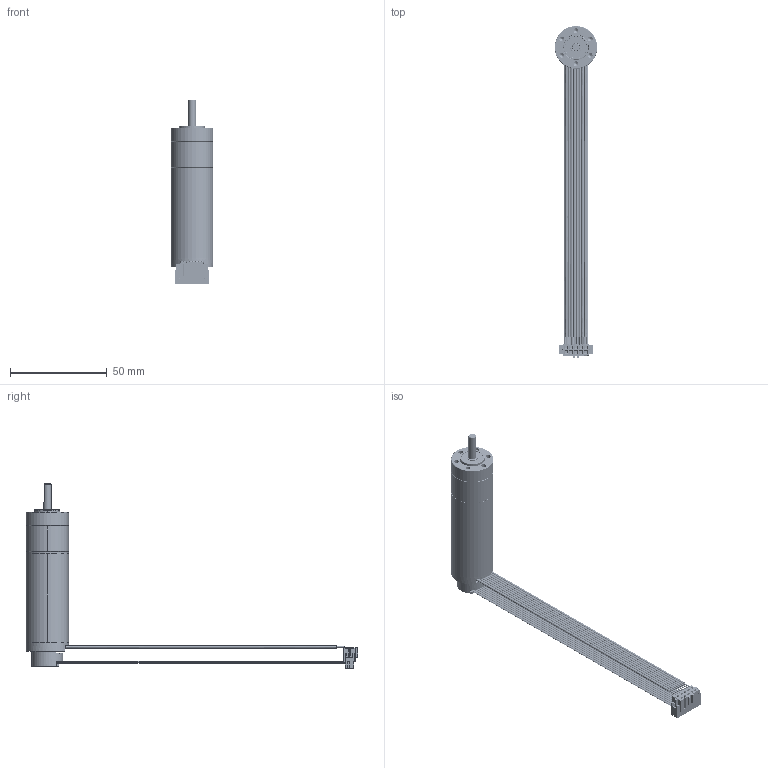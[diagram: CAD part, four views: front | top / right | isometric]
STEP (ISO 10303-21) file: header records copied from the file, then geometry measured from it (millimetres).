
FILE_DESCRIPTION((''),'2;1');
FILE_NAME('4611180000493_ASM','2022-07-26T09:05:29',('MS05792'),(''),'CREO PARAMETRIC BY PTC INC, 2018100','CREO PARAMETRIC BY PTC INC, 2018100','');
FILE_SCHEMA(('CONFIG_CONTROL_DESIGN'));
Length unit declared in the file: millimetre
Products named in the file (54): 4219130000415; 4613101100163; 4613102000651_ASM; 4613104500036_AF2; 4613102300030_AF2_ASM; 4219120100428; 4713101002653; 4715450000171; 4713120010406_ASM; 4634140206717_AF3; 4713120010407_AF2_ASM; 4219121305369; 4331101000649; 4332101106164; 4394000100175; 4693220000880; 4394000100469; 4613107700094_ASM; 4613108300060_ASM; 4394000100229; 4219121305828; 4294440200177; 3627410000252; 4613152000068_AF1_ASM; 4611180000334_AF0_ASM; 4333201500983; 4693220001156; 4219121305331; 4331101000785; 4333201500919; 4219120100679; 4332101105583; 4219120100799_ASM; 4332301101528; 4332301101517; 4219121305332; 4332301101575; 4332401001182_ASM; 4219120100626; 4294404001948 ...
Assembly tree (197 placements, depth 7):
  4611180000493_ASM
    4696320000519_ASM
      4611180000334_AF0_ASM
        4613152000068_AF1_ASM
          4613102300030_AF2_ASM
            4219130000415
            4613102000651_ASM
              4613101100163  x135
            4613104500036_AF2
          4713120010407_AF2_ASM
            4219120100428
            4713120010406_ASM
              4713101002653
              4715450000171  x3
            4634140206717_AF3
          4613108300060_ASM
            4219121305369
            4331101000649
            4613107700094_ASM
              4332101106164
              4394000100175
              4693220000880
              4394000100469
          4394000100229
          4331101000649
          4219121305828
          4294440200177
          3627410000252
      4333201500983
      4693220001156
      4332401001182_ASM
        4219121305331
        4331101000785  x2
        4333201500919
        4219120100799_ASM
          4219120100679
          4332101105583  x3
        4332301101528
        4332301101517
        4219121305332
        4332301101575  x3
      4716141000187_ASM
        4219120100626
        4294404001948  x2
        4713120012107_ASM
          4713120011972_ASM
            4713101003104
            4716101001916
            4716101001917
            4716101001933
            4711141001076  x2
            4712101502429
            4711141000876
          4634140209186
        4394000100435
Bounding box: 22 x 171.88 x 95.58 mm (x, y, z)
Volume: 27597 mm3; surface area: 91190.2 mm2
Topology: 203 solids, 217 shells, 7297 faces, 19981 edges, 13146 vertices
Faces by surface type: cylinder 4405, plane 1813, extrusion 448, cone 331, torus 148, sphere 92, bspline 52, revolution 8
Entity records: 108691 total; most frequent: CARTESIAN_POINT 31758, ORIENTED_EDGE 15878, DIRECTION 15527, EDGE_CURVE 7957, AXIS2_PLACEMENT_3D 5374, VERTEX_POINT 5216, VECTOR 4773, LINE 4469
